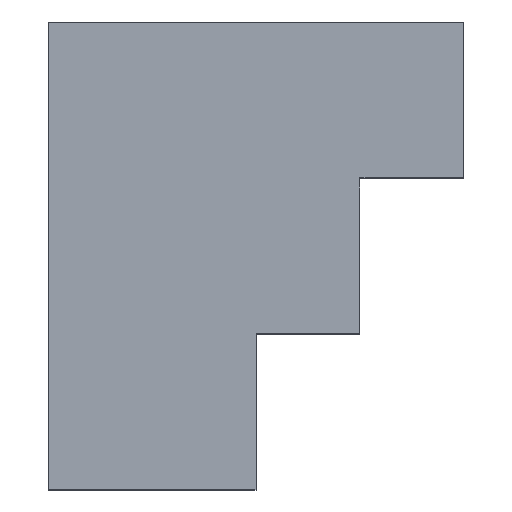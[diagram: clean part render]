
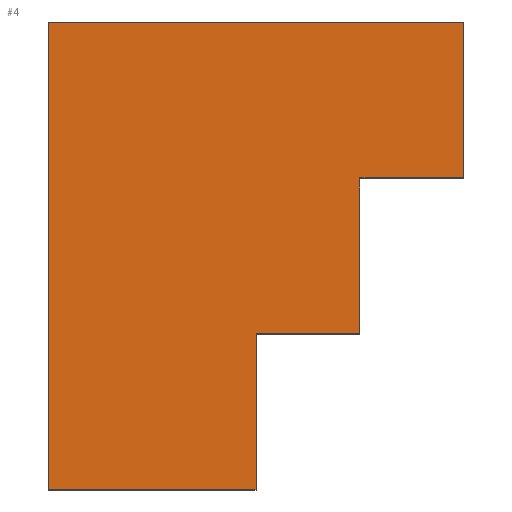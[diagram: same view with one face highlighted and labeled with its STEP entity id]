
A CAD part, top view. The second image highlights one B-rep face of the part: STEP entity #4.
In plain terms, the highlighted planar face has unit normal (0, 0, 1).
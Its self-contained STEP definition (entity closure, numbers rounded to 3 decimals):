
#4 = ADVANCED_FACE ( 'NONE', ( #51 ), #140, .F. ) ;
#14 = CARTESIAN_POINT ( 'NONE',  ( 60., -30., 60. ) ) ;
#15 = CARTESIAN_POINT ( 'NONE',  ( 0., 0., 60. ) ) ;
#18 = EDGE_CURVE ( 'NONE', #213, #263, #149, .T. ) ;
#19 = DIRECTION ( 'NONE',  ( -1., 0., 0. ) ) ;
#20 = VECTOR ( 'NONE', #230, 1000. ) ;
#22 = EDGE_LOOP ( 'NONE', ( #306, #196, #166, #171, #324, #215, #82, #117 ) ) ;
#36 = DIRECTION ( 'NONE',  ( 0., -1., 0. ) ) ;
#46 = EDGE_CURVE ( 'NONE', #231, #65, #150, .T. ) ;
#48 = VECTOR ( 'NONE', #173, 1000. ) ;
#51 = FACE_OUTER_BOUND ( 'NONE', #22, .T. ) ;
#55 = VERTEX_POINT ( 'NONE', #218 ) ;
#61 = DIRECTION ( 'NONE',  ( -1., 0., 0. ) ) ;
#65 = VERTEX_POINT ( 'NONE', #267 ) ;
#66 = CARTESIAN_POINT ( 'NONE',  ( 0., -30., 60. ) ) ;
#81 = DIRECTION ( 'NONE',  ( 0., 1., 0. ) ) ;
#82 = ORIENTED_EDGE ( 'NONE', *, *, #46, .F. ) ;
#85 = DIRECTION ( 'NONE',  ( 0., 1., 0. ) ) ;
#90 = CARTESIAN_POINT ( 'NONE',  ( 0., 30., 60. ) ) ;
#112 = CARTESIAN_POINT ( 'NONE',  ( 60., -30., 60. ) ) ;
#117 = ORIENTED_EDGE ( 'NONE', *, *, #311, .F. ) ;
#130 = VERTEX_POINT ( 'NONE', #375 ) ;
#134 = CARTESIAN_POINT ( 'NONE',  ( 40., -60., 60. ) ) ;
#137 = VECTOR ( 'NONE', #36, 1000. ) ;
#140 = PLANE ( 'NONE',  #228 ) ;
#144 = LINE ( 'NONE', #354, #48 ) ;
#149 = LINE ( 'NONE', #66, #275 ) ;
#150 = LINE ( 'NONE', #177, #137 ) ;
#162 = VECTOR ( 'NONE', #81, 1000. ) ;
#165 = DIRECTION ( 'NONE',  ( -1., 0., 0. ) ) ;
#166 = ORIENTED_EDGE ( 'NONE', *, *, #378, .T. ) ;
#171 = ORIENTED_EDGE ( 'NONE', *, *, #18, .F. ) ;
#173 = DIRECTION ( 'NONE',  ( 1., 0., 0. ) ) ;
#177 = CARTESIAN_POINT ( 'NONE',  ( 80., 30., 60. ) ) ;
#183 = EDGE_CURVE ( 'NONE', #55, #65, #369, .T. ) ;
#185 = DIRECTION ( 'NONE',  ( 1., 0., 0. ) ) ;
#196 = ORIENTED_EDGE ( 'NONE', *, *, #329, .F. ) ;
#198 = CARTESIAN_POINT ( 'NONE',  ( 0., -60., 60. ) ) ;
#200 = LINE ( 'NONE', #379, #256 ) ;
#202 = CARTESIAN_POINT ( 'NONE',  ( 40., -30., 60. ) ) ;
#207 = DIRECTION ( 'NONE',  ( 0., 0., -1. ) ) ;
#213 = VERTEX_POINT ( 'NONE', #14 ) ;
#215 = ORIENTED_EDGE ( 'NONE', *, *, #183, .T. ) ;
#218 = CARTESIAN_POINT ( 'NONE',  ( 60., 0., 60. ) ) ;
#221 = VERTEX_POINT ( 'NONE', #279 ) ;
#228 = AXIS2_PLACEMENT_3D ( 'NONE', #90, #207, #19 ) ;
#230 = DIRECTION ( 'NONE',  ( 0., -1., 0. ) ) ;
#231 = VERTEX_POINT ( 'NONE', #277 ) ;
#236 = CARTESIAN_POINT ( 'NONE',  ( 0., 30., 60. ) ) ;
#237 = VERTEX_POINT ( 'NONE', #134 ) ;
#255 = LINE ( 'NONE', #112, #162 ) ;
#256 = VECTOR ( 'NONE', #85, 1000. ) ;
#263 = VERTEX_POINT ( 'NONE', #202 ) ;
#267 = CARTESIAN_POINT ( 'NONE',  ( 80., 0., 60. ) ) ;
#275 = VECTOR ( 'NONE', #61, 1000. ) ;
#277 = CARTESIAN_POINT ( 'NONE',  ( 80., 30., 60. ) ) ;
#279 = CARTESIAN_POINT ( 'NONE',  ( 0., 30., 60. ) ) ;
#280 = EDGE_CURVE ( 'NONE', #221, #130, #316, .T. ) ;
#306 = ORIENTED_EDGE ( 'NONE', *, *, #280, .T. ) ;
#311 = EDGE_CURVE ( 'NONE', #221, #231, #144, .T. ) ;
#316 = LINE ( 'NONE', #236, #20 ) ;
#324 = ORIENTED_EDGE ( 'NONE', *, *, #361, .T. ) ;
#329 = EDGE_CURVE ( 'NONE', #237, #130, #381, .T. ) ;
#343 = VECTOR ( 'NONE', #185, 1000. ) ;
#354 = CARTESIAN_POINT ( 'NONE',  ( 0., 30., 60. ) ) ;
#359 = VECTOR ( 'NONE', #165, 1000. ) ;
#361 = EDGE_CURVE ( 'NONE', #213, #55, #255, .T. ) ;
#369 = LINE ( 'NONE', #15, #343 ) ;
#375 = CARTESIAN_POINT ( 'NONE',  ( 0., -60., 60. ) ) ;
#378 = EDGE_CURVE ( 'NONE', #237, #263, #200, .T. ) ;
#379 = CARTESIAN_POINT ( 'NONE',  ( 40., -60., 60. ) ) ;
#381 = LINE ( 'NONE', #198, #359 ) ;
